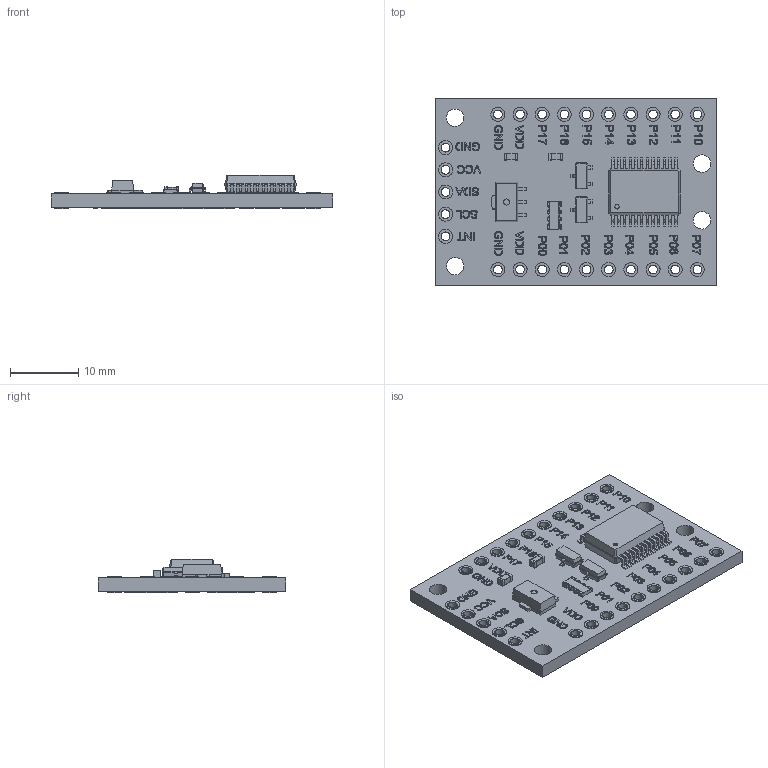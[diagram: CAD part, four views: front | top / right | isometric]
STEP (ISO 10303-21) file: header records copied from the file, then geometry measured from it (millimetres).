
FILE_DESCRIPTION(('FreeCAD Model'),'2;1');
FILE_NAME('Open CASCADE Shape Model','2025-05-02T23:25:09',('FreeCAD'),( 'FreeCAD'),'Open CASCADE STEP processor 7.6','FreeCAD','Unknown');
FILE_SCHEMA(('AUTOMOTIVE_DESIGN { 1 0 10303 214 1 1 1 1 }'));
Products named in the file (1): Open CASCADE STEP translator 7.6 1
Bounding box: 41.41 x 27.57 x 4.87 mm (x, y, z)
Volume: 2487.2 mm3; surface area: 4108 mm2
Topology: 160 solids, 160 shells, 3429 faces, 8963 edges, 5910 vertices
Faces by surface type: bspline 3429
Entity records: 101931 total; most frequent: CARTESIAN_POINT 46599, ORIENTED_EDGE 17926, EDGE_CURVE 8963, B_SPLINE_CURVE_WITH_KNOTS 8267, VERTEX_POINT 5910, FACE_BOUND 3709, EDGE_LOOP 3709, ADVANCED_FACE 3429
